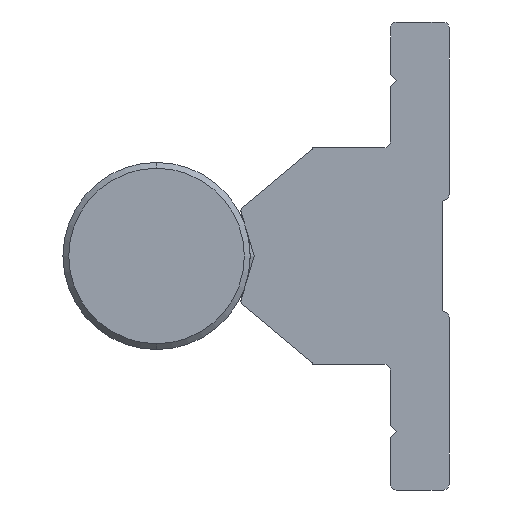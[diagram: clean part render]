
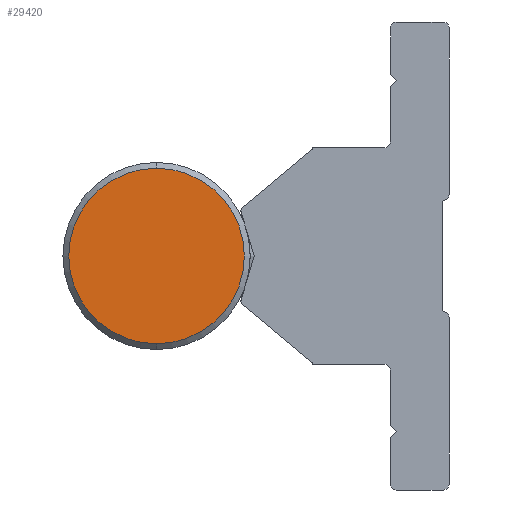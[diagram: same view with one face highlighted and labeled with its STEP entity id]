
A CAD part, left-side view. The second image highlights one B-rep face of the part: STEP entity #29420.
In plain terms, the highlighted planar face has unit normal (-1, 0, 0).
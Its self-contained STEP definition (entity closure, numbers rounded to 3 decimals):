
#1055 = AXIS2_PLACEMENT_3D ( 'NONE', #13922, #22620, #25639 ) ;
#3245 = CARTESIAN_POINT ( 'NONE',  ( -1300., 0., 0. ) ) ;
#4558 = CIRCLE ( 'NONE', #10009, 7.5 ) ;
#8011 = DIRECTION ( 'NONE',  ( -1., 0., 0. ) ) ;
#10009 = AXIS2_PLACEMENT_3D ( 'NONE', #19652, #8011, #38086 ) ;
#12038 = CIRCLE ( 'NONE', #16466, 7.5 ) ;
#12433 = DIRECTION ( 'NONE',  ( 0., 0., 1. ) ) ;
#13577 = EDGE_CURVE ( 'NONE', #21632, #17454, #4558, .T. ) ;
#13922 = CARTESIAN_POINT ( 'NONE',  ( -1300., -25., -500. ) ) ;
#15068 = EDGE_LOOP ( 'NONE', ( #22049, #17678 ) ) ;
#16466 = AXIS2_PLACEMENT_3D ( 'NONE', #3245, #33217, #12433 ) ;
#16675 = PLANE ( 'NONE',  #1055 ) ;
#17410 = EDGE_CURVE ( 'NONE', #17454, #21632, #12038, .T. ) ;
#17454 = VERTEX_POINT ( 'NONE', #21486 ) ;
#17678 = ORIENTED_EDGE ( 'NONE', *, *, #13577, .T. ) ;
#19652 = CARTESIAN_POINT ( 'NONE',  ( -1300., 0., 0. ) ) ;
#21486 = CARTESIAN_POINT ( 'NONE',  ( -1300., 0., -7.5 ) ) ;
#21632 = VERTEX_POINT ( 'NONE', #25835 ) ;
#22049 = ORIENTED_EDGE ( 'NONE', *, *, #17410, .T. ) ;
#22620 = DIRECTION ( 'NONE',  ( -1., 0., 0. ) ) ;
#25639 = DIRECTION ( 'NONE',  ( 0., 0., 1. ) ) ;
#25835 = CARTESIAN_POINT ( 'NONE',  ( -1300., 0., 7.5 ) ) ;
#29420 = ADVANCED_FACE ( 'NONE', ( #36023 ), #16675, .T. ) ;
#33217 = DIRECTION ( 'NONE',  ( -1., 0., 0. ) ) ;
#36023 = FACE_OUTER_BOUND ( 'NONE', #15068, .T. ) ;
#38086 = DIRECTION ( 'NONE',  ( 0., 0., 1. ) ) ;
